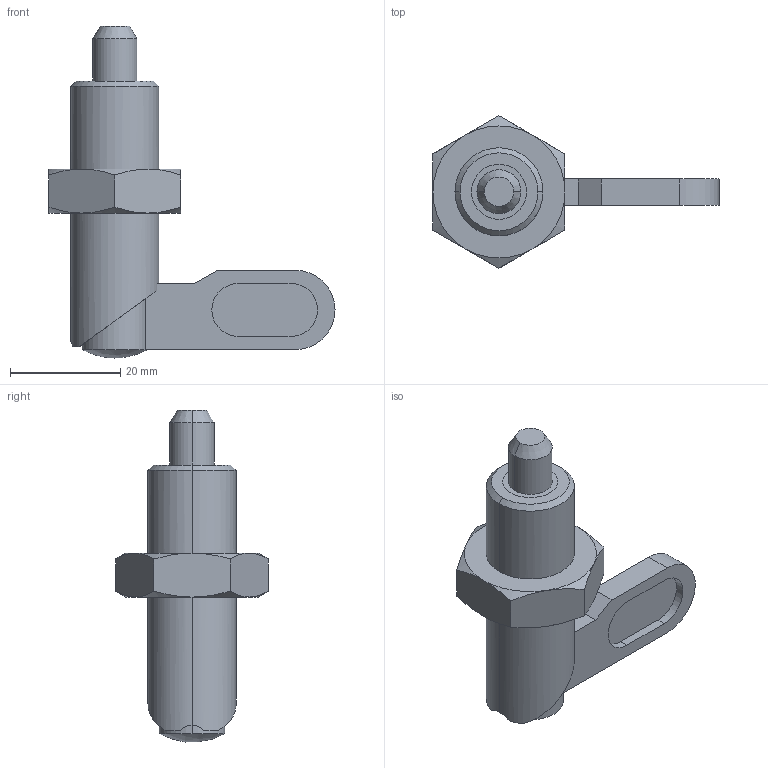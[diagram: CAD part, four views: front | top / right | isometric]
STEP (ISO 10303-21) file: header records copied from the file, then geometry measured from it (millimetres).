
FILE_DESCRIPTION( ( '' ), '1' );
FILE_NAME( 'K0348.050816160.4.stp', '2012-11-05T12:27:19', ( '' ), ( '' ), ' ', ' ', ' ' );
FILE_SCHEMA( ( 'CONFIG_CONTROL_DESIGN' ) );
Length unit declared in the file: millimetre
Products named in the file (3): 1; 2; 3
Bounding box: 52 x 27.71 x 60.33 mm (x, y, z)
Volume: 12481.3 mm3; surface area: 8640 mm2
Topology: 3 solids, 3 shells, 76 faces, 170 edges, 106 vertices
Faces by surface type: plane 30, cylinder 25, cone 20, sphere 1
Entity records: 2395 total; most frequent: CARTESIAN_POINT 587, DIRECTION 369, ORIENTED_EDGE 340, EDGE_CURVE 170, AXIS2_PLACEMENT_3D 152, VERTEX_POINT 106, EDGE_LOOP 86, ADVANCED_FACE 76
